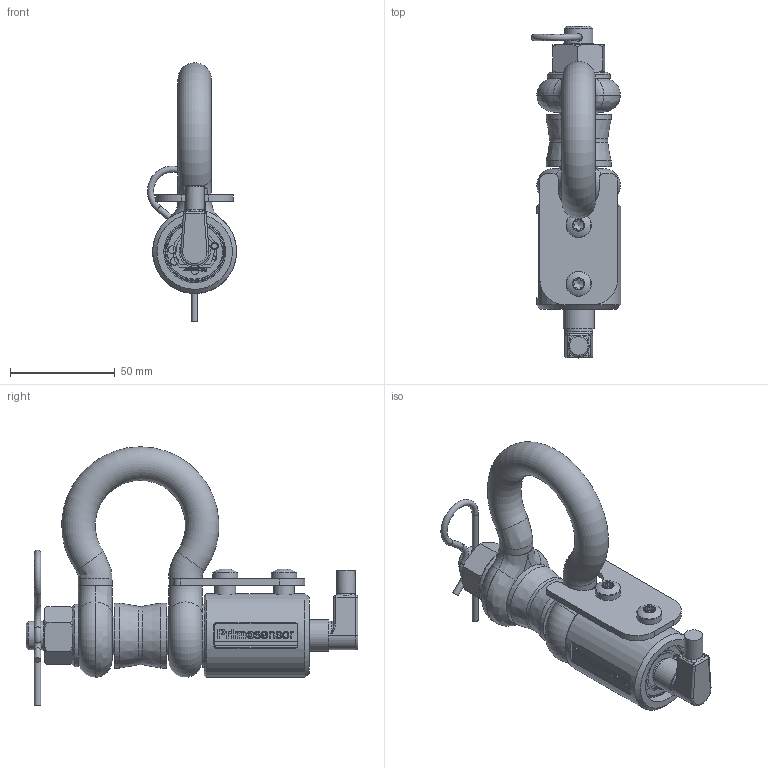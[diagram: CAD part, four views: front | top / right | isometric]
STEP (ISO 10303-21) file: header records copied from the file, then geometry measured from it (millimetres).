
FILE_DESCRIPTION(/* description */ ('Unknown'),/* implementation_level */ '2;1');
FILE_NAME(/* name */ 'Messachse 20 kN mit Schaekel und M12x1-20.04870',/* time_stamp */ '2022-05-19T12:06:21+02:00',/* author */ ('Unknown'),/* organization */ ('Unknown'),/* preprocessor_version */ 'ST-DEVELOPER v16.7',/* originating_system */ 'DEX',/* authorisation */ $);
FILE_SCHEMA (('AUTOMOTIVE_DESIGN {1 0 10303 214 3 1 1}'));
Length unit declared in the file: millimetre
Products named in the file (20): 20.04870; 20.04455; 10.02173; 20.02039; 10.02130; 10.02110; 10.02171; 10.04882; 20.00407; 20.00406; 10.02131; 10.04457; 10.04458; 50.04865_oa_0; 20.04864; 20.01884; 10.02077; 10.02093; 10.02095; 10.02102
Assembly tree (25 placements, depth 4):
  20.04870
    20.04455
    10.02173
    20.02039
    10.02130
    10.02110
    10.02171
    10.04882
    20.00407  x2
    20.00406
    10.02131  x2
    10.04457
    10.04458
    50.04865_oa_0
      20.04864
      20.01884
      10.02077
        10.02093
        10.02095  x5
      10.02102
Bounding box: 42.54 x 158.3 x 123.2 mm (x, y, z)
Volume: 147495.8 mm3; surface area: 59153.7 mm2
Topology: 23 solids, 23 shells, 635 faces, 1454 edges, 939 vertices
Faces by surface type: plane 299, cylinder 175, bspline 69, torus 45, cone 41, sphere 6
Full cylindrical faces by diameter (mm): 0.5 x1, 0.6 x5, 1.1 x1, 1.4 x10, 2 x6, 2.6 x2, 2.7 x1, 3 x6, 3.1 x1, 3.5 x2, 3.75 x2, 3.8 x2, 4.5 x1, 4.917 x2, 5.6 x2, 6 x2, 6.6 x4, 8 x1, 8.4 x1, 8.46 x1, 8.8 x1, 9.4 x3, 9.5 x1, 9.6 x2, 10 x3, 10.5 x1, 10.8 x1, 10.917 x1, 11 x2, 11.7 x1
Entity records: 21885 total; most frequent: CARTESIAN_POINT 6426, DIRECTION 2386, ORIENTED_EDGE 2210, EDGE_CURVE 1105, AXIS2_PLACEMENT_3D 927, FACE_BOUND 858, EDGE_LOOP 855, VERTEX_POINT 801
